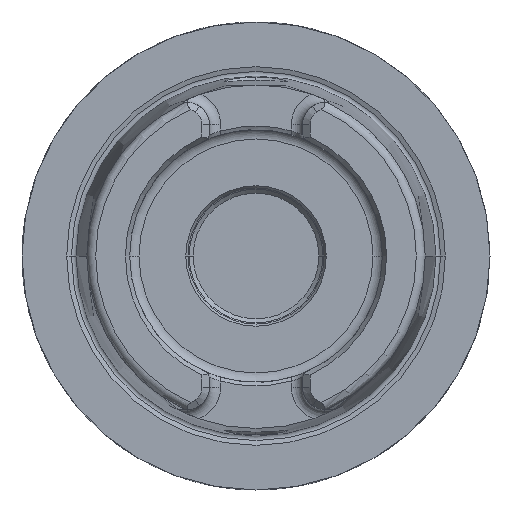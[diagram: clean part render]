
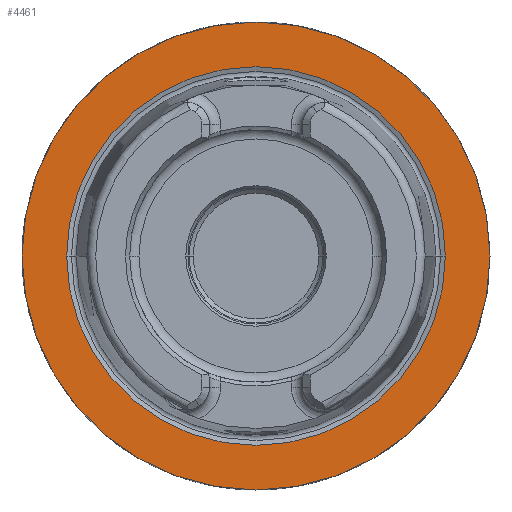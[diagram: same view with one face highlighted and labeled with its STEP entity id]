
A CAD part, left-side view. The second image highlights one B-rep face of the part: STEP entity #4461.
In plain terms, the highlighted planar face has unit normal (-1, 0, 0).
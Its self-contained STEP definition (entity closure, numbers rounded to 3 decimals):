
#1068=CARTESIAN_POINT('',(0.,0.,0.));
#1069=DIRECTION('',(1.,0.,0.));
#1070=DIRECTION('',(0.,1.,0.));
#1071=AXIS2_PLACEMENT_3D('',#1068,#1069,#1070);
#1073=CARTESIAN_POINT('',(0.,0.,0.));
#1074=DIRECTION('',(-1.,0.,0.));
#1075=DIRECTION('',(0.,1.,0.));
#1076=AXIS2_PLACEMENT_3D('',#1073,#1074,#1075);
#1078=CARTESIAN_POINT('',(0.,0.,0.));
#1079=DIRECTION('',(-1.,0.,0.));
#1080=DIRECTION('',(0.,-1.,0.));
#1081=AXIS2_PLACEMENT_3D('',#1078,#1079,#1080);
#1083=CARTESIAN_POINT('',(0.,0.,0.));
#1084=DIRECTION('',(-1.,0.,0.));
#1085=DIRECTION('',(0.,1.,0.));
#1086=AXIS2_PLACEMENT_3D('',#1083,#1084,#1085);
#2706=CARTESIAN_POINT('',(0.,31.5,0.));
#2707=CARTESIAN_POINT('',(0.,-31.5,0.));
#2708=VERTEX_POINT('',#2706);
#2709=VERTEX_POINT('',#2707);
#2734=CARTESIAN_POINT('',(0.,-25.49,0.));
#2735=VERTEX_POINT('',#2734);
#2736=CARTESIAN_POINT('',(0.,25.49,0.));
#2737=VERTEX_POINT('',#2736);
#4446=CARTESIAN_POINT('',(0.,0.,0.));
#4447=DIRECTION('',(1.,0.,0.));
#4448=DIRECTION('',(0.,-1.,0.));
#4449=AXIS2_PLACEMENT_3D('',#4446,#4447,#4448);
#4450=PLANE('',#4449);
#4452=ORIENTED_EDGE('',*,*,#4451,.T.);
#4454=ORIENTED_EDGE('',*,*,#4453,.F.);
#4455=EDGE_LOOP('',(#4452,#4454));
#4456=FACE_OUTER_BOUND('',#4455,.F.);
#4457=ORIENTED_EDGE('',*,*,#4441,.T.);
#4458=ORIENTED_EDGE('',*,*,#4425,.T.);
#4459=EDGE_LOOP('',(#4457,#4458));
#4460=FACE_BOUND('',#4459,.F.);
#4461=ADVANCED_FACE('',(#4456,#4460),#4450,.F.);
#1072=CIRCLE('',#1071,31.5);
#1077=CIRCLE('',#1076,31.5);
#1082=CIRCLE('',#1081,25.49);
#1087=CIRCLE('',#1086,25.49);
#4425=EDGE_CURVE('',#2737,#2735,#1087,.T.);
#4441=EDGE_CURVE('',#2735,#2737,#1082,.T.);
#4451=EDGE_CURVE('',#2708,#2709,#1072,.T.);
#4453=EDGE_CURVE('',#2708,#2709,#1077,.T.);
